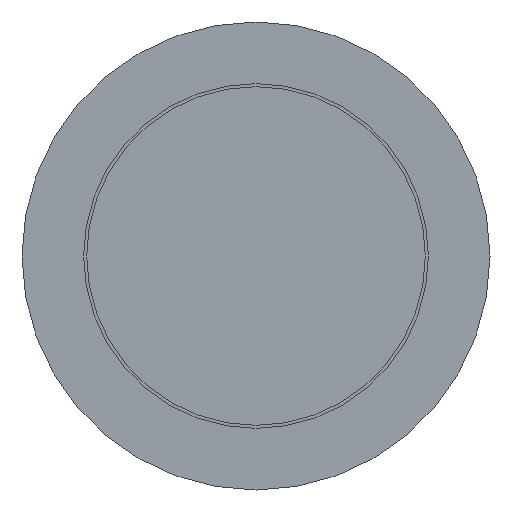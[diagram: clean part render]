
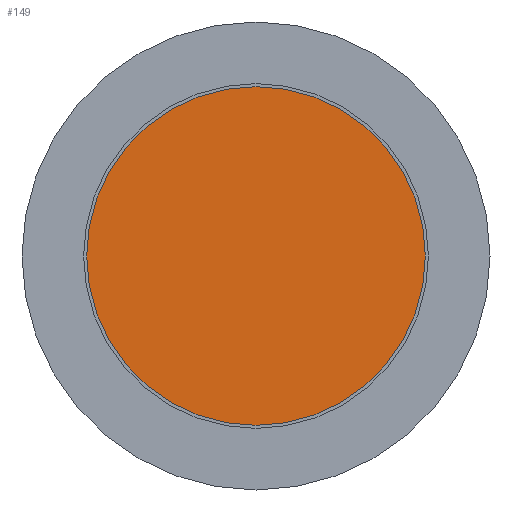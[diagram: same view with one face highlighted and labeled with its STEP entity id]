
A CAD part, front view. The second image highlights one B-rep face of the part: STEP entity #149.
In plain terms, the highlighted planar face has unit normal (0, -1, 0).
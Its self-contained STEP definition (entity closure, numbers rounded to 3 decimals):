
#49 = ORIENTED_EDGE ( 'NONE', *, *, #337, .T. ) ;
#89 = EDGE_LOOP ( 'NONE', ( #49 ) ) ;
#90 = DIRECTION ( 'NONE',  ( 0., -1., 0. ) ) ;
#110 = DIRECTION ( 'NONE',  ( 0., 1., 0. ) ) ;
#149 = ADVANCED_FACE ( 'NONE', ( #490 ), #283, .F. ) ;
#155 = VERTEX_POINT ( 'NONE', #198 ) ;
#173 = CARTESIAN_POINT ( 'NONE',  ( 0., 0., 0. ) ) ;
#176 = DIRECTION ( 'NONE',  ( 0., 0., -1. ) ) ;
#186 = DIRECTION ( 'NONE',  ( 0., 0., 1. ) ) ;
#198 = CARTESIAN_POINT ( 'NONE',  ( 0., 0., -13.75 ) ) ;
#283 = PLANE ( 'NONE',  #508 ) ;
#309 = CIRCLE ( 'NONE', #423, 13.75 ) ;
#337 = EDGE_CURVE ( 'NONE', #155, #155, #309, .T. ) ;
#423 = AXIS2_PLACEMENT_3D ( 'NONE', #173, #90, #176 ) ;
#490 = FACE_OUTER_BOUND ( 'NONE', #89, .T. ) ;
#508 = AXIS2_PLACEMENT_3D ( 'NONE', #528, #110, #186 ) ;
#528 = CARTESIAN_POINT ( 'NONE',  ( -13.75, 0., 0. ) ) ;
